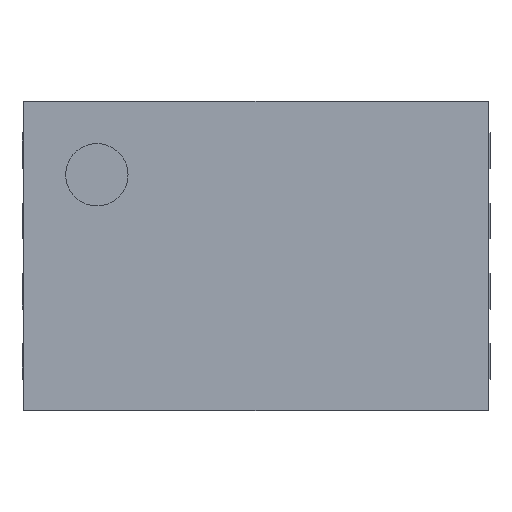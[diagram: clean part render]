
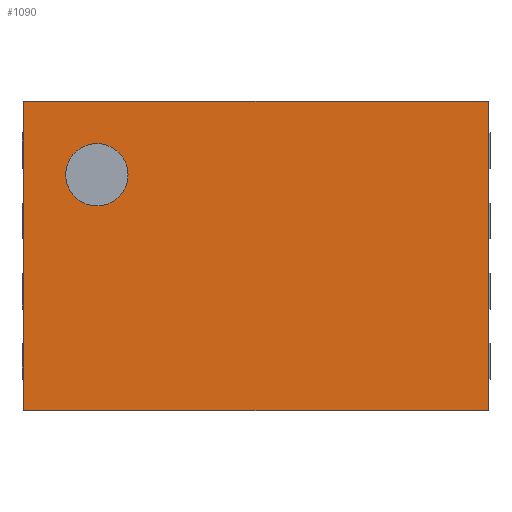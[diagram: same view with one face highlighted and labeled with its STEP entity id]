
A CAD part, top view. The second image highlights one B-rep face of the part: STEP entity #1090.
In plain terms, the highlighted planar face has unit normal (0, 0, 1).
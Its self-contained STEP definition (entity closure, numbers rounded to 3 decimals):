
#13=DIRECTION('',(0.,0.,1.));
#158=VECTOR('',#159,1.);
#159=DIRECTION('',(0.,-1.,0.));
#165=VECTOR('',#166,1.);
#166=DIRECTION('',(1.,0.,0.));
#187=DIRECTION('',(0.,0.,-1.));
#387=VERTEX_POINT('',#388);
#388=CARTESIAN_POINT('',(1.49,0.99,0.77));
#391=EDGE_CURVE('',#387,#392,#394,.T.);
#392=VERTEX_POINT('',#393);
#393=CARTESIAN_POINT('',(1.49,-0.99,0.77));
#394=LINE('',#388,#158);
#465=VERTEX_POINT('',#466);
#466=CARTESIAN_POINT('',(-1.49,0.99,0.77));
#469=ORIENTED_EDGE('',*,*,#470,.F.);
#470=EDGE_CURVE('',#465,#387,#471,.T.);
#471=LINE('',#466,#165);
#503=ORIENTED_EDGE('',*,*,#504,.T.);
#504=EDGE_CURVE('',#465,#505,#507,.T.);
#505=VERTEX_POINT('',#506);
#506=CARTESIAN_POINT('',(-1.49,-0.99,0.77));
#507=LINE('',#466,#158);
#1010=EDGE_CURVE('',#505,#392,#1011,.T.);
#1011=LINE('',#506,#165);
#1090=ADVANCED_FACE('',(#1091,#1095),#1104,.T.);
#1091=FACE_BOUND('',#1092,.T.);
#1092=EDGE_LOOP('',(#469,#503,#1093,#1094));
#1093=ORIENTED_EDGE('',*,*,#1010,.T.);
#1094=ORIENTED_EDGE('',*,*,#391,.F.);
#1095=FACE_BOUND('',#1096,.T.);
#1096=EDGE_LOOP('',(#1097));
#1097=ORIENTED_EDGE('',*,*,#1098,.T.);
#1098=EDGE_CURVE('',#1099,#1099,#1101,.T.);
#1099=VERTEX_POINT('',#1100);
#1100=CARTESIAN_POINT('',(-1.02,0.32,0.77));
#1101=CIRCLE('',#1102,0.2);
#1102=AXIS2_PLACEMENT_3D('',#1103,#187,#159);
#1103=CARTESIAN_POINT('',(-1.02,0.52,0.77));
#1104=PLANE('',#1105);
#1105=AXIS2_PLACEMENT_3D('',#466,#13,#159);
